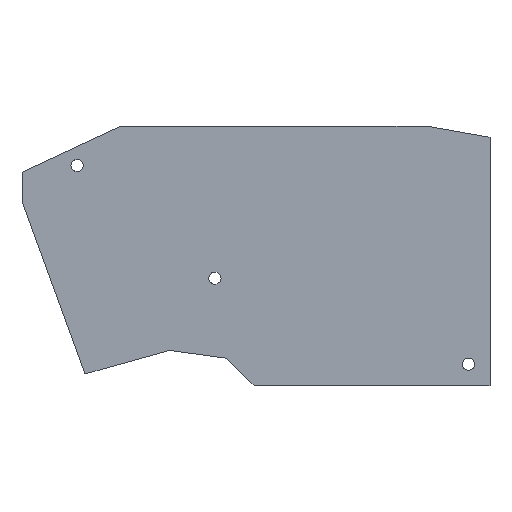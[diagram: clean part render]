
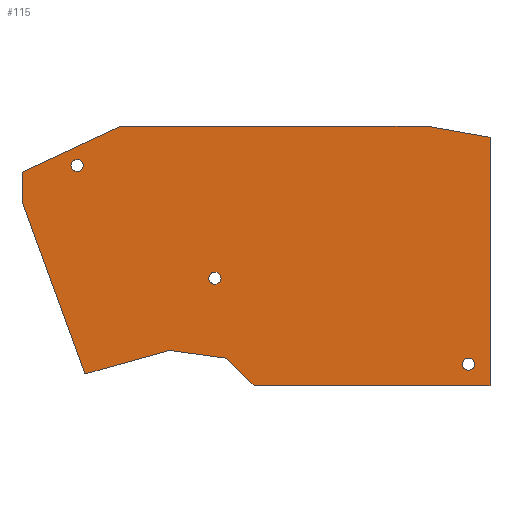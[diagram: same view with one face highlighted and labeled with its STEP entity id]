
A CAD part, front view. The second image highlights one B-rep face of the part: STEP entity #115.
In plain terms, the highlighted planar face has unit normal (0, -1, 0).
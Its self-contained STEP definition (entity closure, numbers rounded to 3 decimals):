
#1 = ORIENTED_EDGE ( 'NONE', *, *, #393, .T. ) ;
#7 = ORIENTED_EDGE ( 'NONE', *, *, #488, .T. ) ;
#11 = VERTEX_POINT ( 'NONE', #423 ) ;
#12 = VECTOR ( 'NONE', #319, 1000. ) ;
#13 = VERTEX_POINT ( 'NONE', #199 ) ;
#23 = LINE ( 'NONE', #348, #67 ) ;
#26 = FACE_BOUND ( 'NONE', #241, .T. ) ;
#31 = CARTESIAN_POINT ( 'NONE',  ( 49.5, -2., -60.5 ) ) ;
#32 = FACE_BOUND ( 'NONE', #83, .T. ) ;
#34 = ORIENTED_EDGE ( 'NONE', *, *, #120, .T. ) ;
#37 = VERTEX_POINT ( 'NONE', #436 ) ;
#38 = VECTOR ( 'NONE', #252, 1000. ) ;
#39 = VERTEX_POINT ( 'NONE', #422 ) ;
#40 = VERTEX_POINT ( 'NONE', #469 ) ;
#43 = LINE ( 'NONE', #254, #38 ) ;
#52 = LINE ( 'NONE', #480, #370 ) ;
#57 = CIRCLE ( 'NONE', #260, 1.55 ) ;
#59 = ORIENTED_EDGE ( 'NONE', *, *, #474, .T. ) ;
#67 = VECTOR ( 'NONE', #375, 1000. ) ;
#69 = ORIENTED_EDGE ( 'NONE', *, *, #383, .F. ) ;
#70 = VECTOR ( 'NONE', #124, 1000. ) ;
#75 = LINE ( 'NONE', #223, #151 ) ;
#76 = ORIENTED_EDGE ( 'NONE', *, *, #496, .T. ) ;
#79 = EDGE_LOOP ( 'NONE', ( #382, #176, #34, #59, #76, #7, #350, #459, #1, #69 ) ) ;
#83 = EDGE_LOOP ( 'NONE', ( #435 ) ) ;
#87 = ORIENTED_EDGE ( 'NONE', *, *, #139, .T. ) ;
#93 = VERTEX_POINT ( 'NONE', #411 ) ;
#95 = VECTOR ( 'NONE', #304, 1000. ) ;
#98 = CARTESIAN_POINT ( 'NONE',  ( -62.633, -2., -22.797 ) ) ;
#115 = ADVANCED_FACE ( 'NONE', ( #32, #159, #26, #300 ), #397, .F. ) ;
#120 = EDGE_CURVE ( 'NONE', #39, #40, #421, .T. ) ;
#124 = DIRECTION ( 'NONE',  ( 0.342, 0., -0.94 ) ) ;
#138 = VERTEX_POINT ( 'NONE', #218 ) ;
#139 = EDGE_CURVE ( 'NONE', #138, #138, #57, .T. ) ;
#142 = CIRCLE ( 'NONE', #248, 1.55 ) ;
#148 = LINE ( 'NONE', #340, #430 ) ;
#151 = VECTOR ( 'NONE', #216, 1000. ) ;
#154 = EDGE_CURVE ( 'NONE', #13, #13, #142, .T. ) ;
#159 = FACE_BOUND ( 'NONE', #454, .T. ) ;
#162 = EDGE_CURVE ( 'NONE', #37, #39, #52, .T. ) ;
#164 = ORIENTED_EDGE ( 'NONE', *, *, #372, .T. ) ;
#176 = ORIENTED_EDGE ( 'NONE', *, *, #162, .T. ) ;
#188 = LINE ( 'NONE', #236, #464 ) ;
#190 = CARTESIAN_POINT ( 'NONE',  ( -50., -2., -8.45 ) ) ;
#197 = AXIS2_PLACEMENT_3D ( 'NONE', #339, #336, #335 ) ;
#199 = CARTESIAN_POINT ( 'NONE',  ( -14.944, -2., -37.089 ) ) ;
#212 = VERTEX_POINT ( 'NONE', #406 ) ;
#216 = DIRECTION ( 'NONE',  ( 0.991, 0., -0.137 ) ) ;
#218 = CARTESIAN_POINT ( 'NONE',  ( 49.5, -2., -58.95 ) ) ;
#220 = LINE ( 'NONE', #294, #95 ) ;
#223 = CARTESIAN_POINT ( 'NONE',  ( -8.21, -2., -59.523 ) ) ;
#231 = VECTOR ( 'NONE', #280, 1000. ) ;
#233 = DIRECTION ( 'NONE',  ( 0.707, 0., -0.707 ) ) ;
#236 = CARTESIAN_POINT ( 'NONE',  ( -35.5, -2., -35.5 ) ) ;
#241 = EDGE_LOOP ( 'NONE', ( #164 ) ) ;
#245 = CARTESIAN_POINT ( 'NONE',  ( 55., -2., -2.821 ) ) ;
#248 = AXIS2_PLACEMENT_3D ( 'NONE', #466, #465, #463 ) ;
#252 = DIRECTION ( 'NONE',  ( 1., 0., 0. ) ) ;
#254 = CARTESIAN_POINT ( 'NONE',  ( 0., -2., -66. ) ) ;
#256 = VERTEX_POINT ( 'NONE', #190 ) ;
#260 = AXIS2_PLACEMENT_3D ( 'NONE', #31, #502, #498 ) ;
#272 = DIRECTION ( 'NONE',  ( 0., 0., 1. ) ) ;
#280 = DIRECTION ( 'NONE',  ( 0., 0., 1. ) ) ;
#285 = CARTESIAN_POINT ( 'NONE',  ( 55., -2., 0. ) ) ;
#290 = LINE ( 'NONE', #316, #12 ) ;
#293 = DIRECTION ( 'NONE',  ( 0., 1., 0. ) ) ;
#294 = CARTESIAN_POINT ( 'NONE',  ( 12.843, -2., -46.021 ) ) ;
#297 = AXIS2_PLACEMENT_3D ( 'NONE', #332, #293, #272 ) ;
#298 = VERTEX_POINT ( 'NONE', #404 ) ;
#300 = FACE_OUTER_BOUND ( 'NONE', #79, .T. ) ;
#304 = DIRECTION ( 'NONE',  ( 0.963, 0., 0.269 ) ) ;
#306 = CARTESIAN_POINT ( 'NONE',  ( -39., -2., 0. ) ) ;
#316 = CARTESIAN_POINT ( 'NONE',  ( 1.176, -2., 6.669 ) ) ;
#319 = DIRECTION ( 'NONE',  ( -0.985, 0., 0.174 ) ) ;
#324 = DIRECTION ( 'NONE',  ( 1., 0., 0. ) ) ;
#332 = CARTESIAN_POINT ( 'NONE',  ( 0., -2., 0. ) ) ;
#335 = DIRECTION ( 'NONE',  ( 0., 0., 1. ) ) ;
#336 = DIRECTION ( 'NONE',  ( 0., 1., 0. ) ) ;
#339 = CARTESIAN_POINT ( 'NONE',  ( -50., -2., -10. ) ) ;
#340 = CARTESIAN_POINT ( 'NONE',  ( 0., -2., 0. ) ) ;
#345 = CARTESIAN_POINT ( 'NONE',  ( -26.5, -2., -57. ) ) ;
#348 = CARTESIAN_POINT ( 'NONE',  ( -6.966, -2., 14.938 ) ) ;
#350 = ORIENTED_EDGE ( 'NONE', *, *, #483, .T. ) ;
#370 = VECTOR ( 'NONE', #456, 1000. ) ;
#372 = EDGE_CURVE ( 'NONE', #256, #256, #445, .T. ) ;
#373 = VERTEX_POINT ( 'NONE', #345 ) ;
#375 = DIRECTION ( 'NONE',  ( -0.906, 0., -0.423 ) ) ;
#376 = EDGE_CURVE ( 'NONE', #410, #37, #23, .T. ) ;
#382 = ORIENTED_EDGE ( 'NONE', *, *, #376, .T. ) ;
#383 = EDGE_CURVE ( 'NONE', #410, #212, #148, .T. ) ;
#393 = EDGE_CURVE ( 'NONE', #494, #212, #290, .T. ) ;
#394 = LINE ( 'NONE', #285, #231 ) ;
#397 = PLANE ( 'NONE',  #297 ) ;
#404 = CARTESIAN_POINT ( 'NONE',  ( -12., -2., -59. ) ) ;
#406 = CARTESIAN_POINT ( 'NONE',  ( 39., -2., 0. ) ) ;
#410 = VERTEX_POINT ( 'NONE', #306 ) ;
#411 = CARTESIAN_POINT ( 'NONE',  ( 55., -2., -66. ) ) ;
#421 = LINE ( 'NONE', #98, #70 ) ;
#422 = CARTESIAN_POINT ( 'NONE',  ( -64., -2., -19.04 ) ) ;
#423 = CARTESIAN_POINT ( 'NONE',  ( -5., -2., -66. ) ) ;
#430 = VECTOR ( 'NONE', #324, 1000. ) ;
#435 = ORIENTED_EDGE ( 'NONE', *, *, #154, .T. ) ;
#436 = CARTESIAN_POINT ( 'NONE',  ( -64., -2., -11.658 ) ) ;
#445 = CIRCLE ( 'NONE', #197, 1.55 ) ;
#454 = EDGE_LOOP ( 'NONE', ( #87 ) ) ;
#456 = DIRECTION ( 'NONE',  ( 0., 0., -1. ) ) ;
#459 = ORIENTED_EDGE ( 'NONE', *, *, #471, .T. ) ;
#463 = DIRECTION ( 'NONE',  ( 0., 0., 1. ) ) ;
#464 = VECTOR ( 'NONE', #233, 1000. ) ;
#465 = DIRECTION ( 'NONE',  ( 0., 1., 0. ) ) ;
#466 = CARTESIAN_POINT ( 'NONE',  ( -14.944, -2., -38.639 ) ) ;
#469 = CARTESIAN_POINT ( 'NONE',  ( -48., -2., -63. ) ) ;
#471 = EDGE_CURVE ( 'NONE', #93, #494, #394, .T. ) ;
#474 = EDGE_CURVE ( 'NONE', #40, #373, #220, .T. ) ;
#480 = CARTESIAN_POINT ( 'NONE',  ( -64., -2., 0. ) ) ;
#483 = EDGE_CURVE ( 'NONE', #11, #93, #43, .T. ) ;
#488 = EDGE_CURVE ( 'NONE', #298, #11, #188, .T. ) ;
#494 = VERTEX_POINT ( 'NONE', #245 ) ;
#496 = EDGE_CURVE ( 'NONE', #373, #298, #75, .T. ) ;
#498 = DIRECTION ( 'NONE',  ( 0., 0., 1. ) ) ;
#502 = DIRECTION ( 'NONE',  ( 0., 1., 0. ) ) ;
